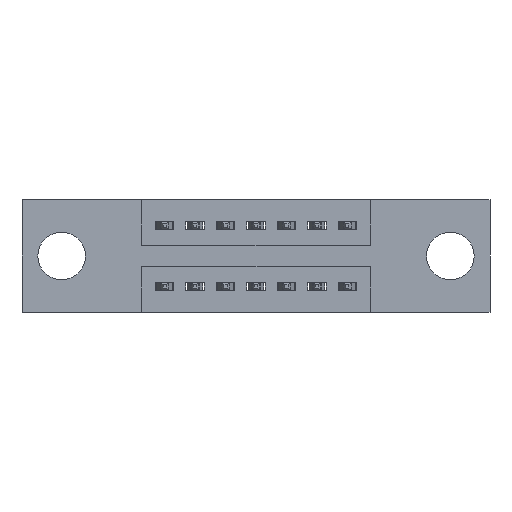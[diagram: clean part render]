
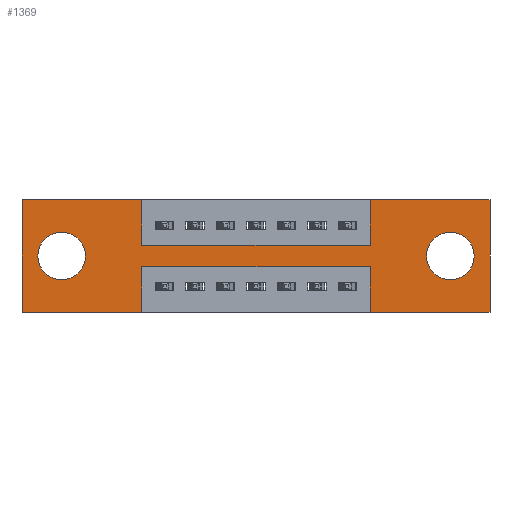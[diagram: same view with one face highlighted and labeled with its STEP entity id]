
A CAD part, front view. The second image highlights one B-rep face of the part: STEP entity #1369.
In plain terms, the highlighted planar face has unit normal (0, -1, 0).
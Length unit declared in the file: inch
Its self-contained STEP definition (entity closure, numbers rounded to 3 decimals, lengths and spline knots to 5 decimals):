
#59 = LINE ( 'NONE', #6545, #9506 ) ;
#303 = EDGE_CURVE ( 'NONE', #9325, #9869, #357, .T. ) ;
#326 = DIRECTION ( 'NONE',  ( 0., 0., -1. ) ) ;
#357 = LINE ( 'NONE', #9416, #7652 ) ;
#367 = ORIENTED_EDGE ( 'NONE', *, *, #303, .F. ) ;
#489 = ORIENTED_EDGE ( 'NONE', *, *, #3105, .F. ) ;
#524 = CARTESIAN_POINT ( 'NONE',  ( 0., 0., 0. ) ) ;
#530 = CARTESIAN_POINT ( 'NONE',  ( 1.1425, 0., -0.37 ) ) ;
#744 = LINE ( 'NONE', #10496, #4446 ) ;
#812 = CARTESIAN_POINT ( 'NONE',  ( 1.1425, 0., -0.37 ) ) ;
#815 = LINE ( 'NONE', #9014, #2603 ) ;
#981 = CARTESIAN_POINT ( 'NONE',  ( 0.3925, 0., -0.15 ) ) ;
#992 = VERTEX_POINT ( 'NONE', #6032 ) ;
#1028 = FACE_BOUND ( 'NONE', #4415, .T. ) ;
#1071 = CARTESIAN_POINT ( 'NONE',  ( 0., 0., -0.37 ) ) ;
#1106 = DIRECTION ( 'NONE',  ( 1., 0., 0. ) ) ;
#1156 = CARTESIAN_POINT ( 'NONE',  ( 0., 0., 0. ) ) ;
#1301 = ORIENTED_EDGE ( 'NONE', *, *, #9204, .T. ) ;
#1369 = ADVANCED_FACE ( 'NONE', ( #1028, #2785, #6853 ), #5296, .T. ) ;
#1380 = ORIENTED_EDGE ( 'NONE', *, *, #5676, .F. ) ;
#1478 = CIRCLE ( 'NONE', #4237, 0.078 ) ;
#1535 = VECTOR ( 'NONE', #5923, 39.37008 ) ;
#1540 = ORIENTED_EDGE ( 'NONE', *, *, #2751, .F. ) ;
#1818 = EDGE_CURVE ( 'NONE', #6868, #3784, #9415, .T. ) ;
#1875 = EDGE_CURVE ( 'NONE', #3784, #6868, #1478, .T. ) ;
#1931 = VERTEX_POINT ( 'NONE', #530 ) ;
#1999 = VERTEX_POINT ( 'NONE', #10654 ) ;
#2203 = EDGE_CURVE ( 'NONE', #8277, #8200, #9810, .T. ) ;
#2355 = LINE ( 'NONE', #812, #5742 ) ;
#2535 = CARTESIAN_POINT ( 'NONE',  ( 0.13, 0., -0.263 ) ) ;
#2558 = LINE ( 'NONE', #2714, #1535 ) ;
#2599 = ORIENTED_EDGE ( 'NONE', *, *, #7708, .F. ) ;
#2603 = VECTOR ( 'NONE', #8257, 39.37008 ) ;
#2714 = CARTESIAN_POINT ( 'NONE',  ( 0., 0., -0.37 ) ) ;
#2751 = EDGE_CURVE ( 'NONE', #7587, #992, #2759, .T. ) ;
#2759 = LINE ( 'NONE', #1156, #8946 ) ;
#2785 = FACE_BOUND ( 'NONE', #7289, .T. ) ;
#2934 = DIRECTION ( 'NONE',  ( 0., 0., -1. ) ) ;
#2995 = CARTESIAN_POINT ( 'NONE',  ( 1.405, 0., -0.185 ) ) ;
#3105 = EDGE_CURVE ( 'NONE', #5547, #9325, #4984, .T. ) ;
#3340 = DIRECTION ( 'NONE',  ( 0., 0., 1. ) ) ;
#3412 = EDGE_CURVE ( 'NONE', #9649, #5547, #59, .T. ) ;
#3469 = EDGE_CURVE ( 'NONE', #6088, #8277, #815, .T. ) ;
#3605 = ORIENTED_EDGE ( 'NONE', *, *, #1875, .T. ) ;
#3784 = VERTEX_POINT ( 'NONE', #7919 ) ;
#3837 = VECTOR ( 'NONE', #4261, 39.37008 ) ;
#3843 = CIRCLE ( 'NONE', #6265, 0.078 ) ;
#3864 = CARTESIAN_POINT ( 'NONE',  ( 1.405, 0., -0.185 ) ) ;
#3868 = CARTESIAN_POINT ( 'NONE',  ( 0., 0., -0.37 ) ) ;
#3910 = DIRECTION ( 'NONE',  ( 0., 1., 0. ) ) ;
#4000 = VECTOR ( 'NONE', #7459, 39.37008 ) ;
#4237 = AXIS2_PLACEMENT_3D ( 'NONE', #2995, #7165, #2934 ) ;
#4254 = CARTESIAN_POINT ( 'NONE',  ( 1.1425, 0., -0.22 ) ) ;
#4261 = DIRECTION ( 'NONE',  ( 1., 0., 0. ) ) ;
#4272 = VERTEX_POINT ( 'NONE', #2535 ) ;
#4305 = CARTESIAN_POINT ( 'NONE',  ( 0.13, 0., -0.185 ) ) ;
#4328 = ORIENTED_EDGE ( 'NONE', *, *, #5331, .F. ) ;
#4354 = VECTOR ( 'NONE', #5380, 39.37008 ) ;
#4415 = EDGE_LOOP ( 'NONE', ( #10325, #3605 ) ) ;
#4446 = VECTOR ( 'NONE', #10651, 39.37008 ) ;
#4516 = DIRECTION ( 'NONE',  ( 0., 1., 0. ) ) ;
#4622 = CARTESIAN_POINT ( 'NONE',  ( 1.1425, 0., 0. ) ) ;
#4741 = CARTESIAN_POINT ( 'NONE',  ( 1.535, 0., 0. ) ) ;
#4942 = AXIS2_PLACEMENT_3D ( 'NONE', #3864, #4516, #5490 ) ;
#4953 = VERTEX_POINT ( 'NONE', #7605 ) ;
#4966 = VECTOR ( 'NONE', #6685, 39.37008 ) ;
#4984 = LINE ( 'NONE', #9886, #4000 ) ;
#5114 = CARTESIAN_POINT ( 'NONE',  ( 1.1425, 0., -0.15 ) ) ;
#5120 = ORIENTED_EDGE ( 'NONE', *, *, #7896, .F. ) ;
#5273 = ORIENTED_EDGE ( 'NONE', *, *, #9609, .F. ) ;
#5296 = PLANE ( 'NONE',  #8443 ) ;
#5331 = EDGE_CURVE ( 'NONE', #9869, #1931, #6840, .T. ) ;
#5360 = CIRCLE ( 'NONE', #7084, 0.078 ) ;
#5380 = DIRECTION ( 'NONE',  ( 0., 0., 1. ) ) ;
#5490 = DIRECTION ( 'NONE',  ( 0., 0., -1. ) ) ;
#5496 = VECTOR ( 'NONE', #8996, 39.37008 ) ;
#5540 = CARTESIAN_POINT ( 'NONE',  ( 0.13, 0., -0.185 ) ) ;
#5547 = VERTEX_POINT ( 'NONE', #4622 ) ;
#5676 = EDGE_CURVE ( 'NONE', #992, #1999, #744, .T. ) ;
#5742 = VECTOR ( 'NONE', #9063, 39.37008 ) ;
#5809 = CARTESIAN_POINT ( 'NONE',  ( 0.3925, 0., -0.37 ) ) ;
#5887 = DIRECTION ( 'NONE',  ( 0., -1., 0. ) ) ;
#5923 = DIRECTION ( 'NONE',  ( -1., 0., 0. ) ) ;
#6032 = CARTESIAN_POINT ( 'NONE',  ( 0.3925, 0., 0. ) ) ;
#6066 = CARTESIAN_POINT ( 'NONE',  ( 0.3925, 0., -0.22 ) ) ;
#6088 = VERTEX_POINT ( 'NONE', #4254 ) ;
#6265 = AXIS2_PLACEMENT_3D ( 'NONE', #5540, #3910, #9735 ) ;
#6269 = VERTEX_POINT ( 'NONE', #3868 ) ;
#6545 = CARTESIAN_POINT ( 'NONE',  ( 1.1425, 0., 0. ) ) ;
#6685 = DIRECTION ( 'NONE',  ( -1., 0., 0. ) ) ;
#6840 = LINE ( 'NONE', #1071, #4966 ) ;
#6853 = FACE_OUTER_BOUND ( 'NONE', #8840, .T. ) ;
#6868 = VERTEX_POINT ( 'NONE', #7520 ) ;
#6957 = ORIENTED_EDGE ( 'NONE', *, *, #3469, .F. ) ;
#7084 = AXIS2_PLACEMENT_3D ( 'NONE', #4305, #10132, #9385 ) ;
#7165 = DIRECTION ( 'NONE',  ( 0., 1., 0. ) ) ;
#7289 = EDGE_LOOP ( 'NONE', ( #8740, #1301 ) ) ;
#7459 = DIRECTION ( 'NONE',  ( 1., 0., 0. ) ) ;
#7493 = EDGE_CURVE ( 'NONE', #1999, #9649, #8374, .T. ) ;
#7520 = CARTESIAN_POINT ( 'NONE',  ( 1.405, 0., -0.107 ) ) ;
#7587 = VERTEX_POINT ( 'NONE', #9653 ) ;
#7605 = CARTESIAN_POINT ( 'NONE',  ( 0.13, 0., -0.107 ) ) ;
#7652 = VECTOR ( 'NONE', #7890, 39.37008 ) ;
#7708 = EDGE_CURVE ( 'NONE', #1931, #6088, #2355, .T. ) ;
#7711 = CARTESIAN_POINT ( 'NONE',  ( 0., 0., -0.37 ) ) ;
#7890 = DIRECTION ( 'NONE',  ( 0., 0., -1. ) ) ;
#7896 = EDGE_CURVE ( 'NONE', #6269, #7587, #9421, .T. ) ;
#7919 = CARTESIAN_POINT ( 'NONE',  ( 1.405, 0., -0.263 ) ) ;
#8042 = EDGE_CURVE ( 'NONE', #4953, #4272, #3843, .T. ) ;
#8200 = VERTEX_POINT ( 'NONE', #5809 ) ;
#8257 = DIRECTION ( 'NONE',  ( -1., 0., 0. ) ) ;
#8277 = VERTEX_POINT ( 'NONE', #6066 ) ;
#8374 = LINE ( 'NONE', #981, #3837 ) ;
#8443 = AXIS2_PLACEMENT_3D ( 'NONE', #7711, #5887, #326 ) ;
#8740 = ORIENTED_EDGE ( 'NONE', *, *, #8042, .T. ) ;
#8798 = ORIENTED_EDGE ( 'NONE', *, *, #3412, .F. ) ;
#8840 = EDGE_LOOP ( 'NONE', ( #10249, #6957, #2599, #4328, #367, #489, #8798, #10081, #1380, #1540, #5120, #5273 ) ) ;
#8946 = VECTOR ( 'NONE', #1106, 39.37008 ) ;
#8996 = DIRECTION ( 'NONE',  ( 0., 0., -1. ) ) ;
#9014 = CARTESIAN_POINT ( 'NONE',  ( 0.3925, 0., -0.22 ) ) ;
#9063 = DIRECTION ( 'NONE',  ( 0., 0., 1. ) ) ;
#9204 = EDGE_CURVE ( 'NONE', #4272, #4953, #5360, .T. ) ;
#9325 = VERTEX_POINT ( 'NONE', #4741 ) ;
#9385 = DIRECTION ( 'NONE',  ( 0., 0., 1. ) ) ;
#9415 = CIRCLE ( 'NONE', #4942, 0.078 ) ;
#9416 = CARTESIAN_POINT ( 'NONE',  ( 1.535, 0., 0. ) ) ;
#9421 = LINE ( 'NONE', #524, #4354 ) ;
#9506 = VECTOR ( 'NONE', #3340, 39.37008 ) ;
#9609 = EDGE_CURVE ( 'NONE', #8200, #6269, #2558, .T. ) ;
#9649 = VERTEX_POINT ( 'NONE', #5114 ) ;
#9653 = CARTESIAN_POINT ( 'NONE',  ( 0., 0., 0. ) ) ;
#9735 = DIRECTION ( 'NONE',  ( 0., 0., 1. ) ) ;
#9810 = LINE ( 'NONE', #9852, #5496 ) ;
#9852 = CARTESIAN_POINT ( 'NONE',  ( 0.3925, 0., -0.37 ) ) ;
#9869 = VERTEX_POINT ( 'NONE', #9991 ) ;
#9886 = CARTESIAN_POINT ( 'NONE',  ( 0., 0., 0. ) ) ;
#9991 = CARTESIAN_POINT ( 'NONE',  ( 1.535, 0., -0.37 ) ) ;
#10081 = ORIENTED_EDGE ( 'NONE', *, *, #7493, .F. ) ;
#10132 = DIRECTION ( 'NONE',  ( 0., 1., 0. ) ) ;
#10249 = ORIENTED_EDGE ( 'NONE', *, *, #2203, .F. ) ;
#10325 = ORIENTED_EDGE ( 'NONE', *, *, #1818, .T. ) ;
#10496 = CARTESIAN_POINT ( 'NONE',  ( 0.3925, 0., 0. ) ) ;
#10651 = DIRECTION ( 'NONE',  ( 0., 0., -1. ) ) ;
#10654 = CARTESIAN_POINT ( 'NONE',  ( 0.3925, 0., -0.15 ) ) ;
